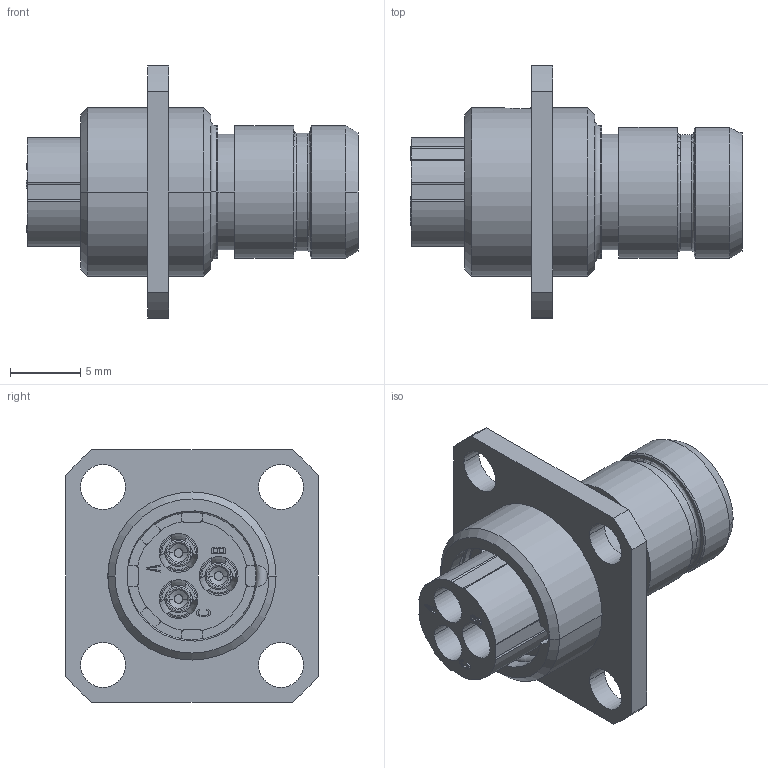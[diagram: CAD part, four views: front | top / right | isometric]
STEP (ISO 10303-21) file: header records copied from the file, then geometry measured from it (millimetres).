
FILE_DESCRIPTION((''),'2;1');
FILE_NAME('1332E003FS','2024-07-24T13:02:37',('paultorloting'),('NET AG system integration'),'CREO PARAMETRIC BY PTC INC, 2021404','CREO PARAMETRIC BY PTC INC, 2021404','');
FILE_SCHEMA(('AUTOMOTIVE_DESIGN { 1 0 10303 214 1 1 1 1 }'));
Length unit declared in the file: millimetre
Products named in the file (1): 1332E003FS
Bounding box: 23.7 x 18 x 18 mm (x, y, z)
Volume: 1843.1 mm3; surface area: 2849 mm2
Topology: 1 solids, 1 shells, 545 faces, 1433 edges, 924 vertices
Faces by surface type: plane 338, cylinder 125, cone 35, torus 29, bspline 18
Entity records: 21879 total; most frequent: CARTESIAN_POINT 4222, ORIENTED_EDGE 2866, DIRECTION 2839, EDGE_CURVE 1433, AXIS2_PLACEMENT_3D 955, VECTOR 926, LINE 926, VERTEX_POINT 924
